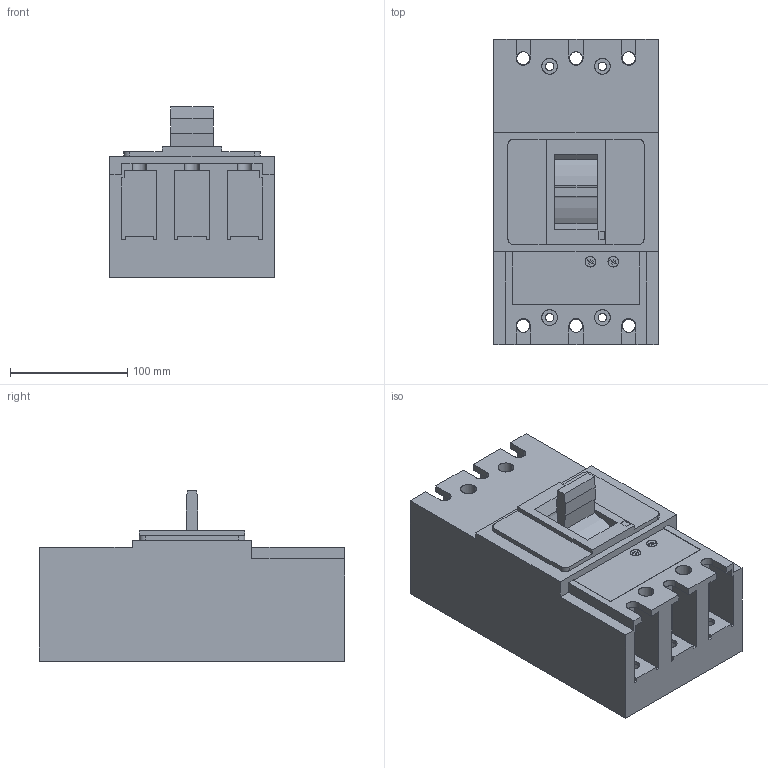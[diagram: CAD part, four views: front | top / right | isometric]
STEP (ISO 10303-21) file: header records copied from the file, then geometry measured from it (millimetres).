
FILE_DESCRIPTION(('FreeCAD Model'),'2;1');
FILE_NAME('S400 3P FC.step', '2019-08-19T15:10:45',('Author'),(''), 'Open CASCADE STEP processor 7.2','FreeCAD','Unknown');
FILE_SCHEMA(('AUTOMOTIVE_DESIGN { 1 0 10303 214 1 1 1 1 }'));
Length unit declared in the file: millimetre
Products named in the file (2): S400_3P_FC001; S400_3P_FC
Bounding box: 140 x 260 x 145 mm (x, y, z)
Surface area: 258787.3 mm2 (no closed solid volume)
Topology: 0 solids, 225 shells, 225 faces, 3016 edges, 3016 vertices
Faces by surface type: bspline 163, revolution 62
Entity records: 48804 total; most frequent: CARTESIAN_POINT 18481, B_SPLINE_CURVE_WITH_KNOTS 4896, ORIENTED_EDGE 3016, EDGE_CURVE 3016, VERTEX_POINT 3016, SURFACE_CURVE 3016, PCURVE 3016, DEFINITIONAL_REPRESENTATION 3016
